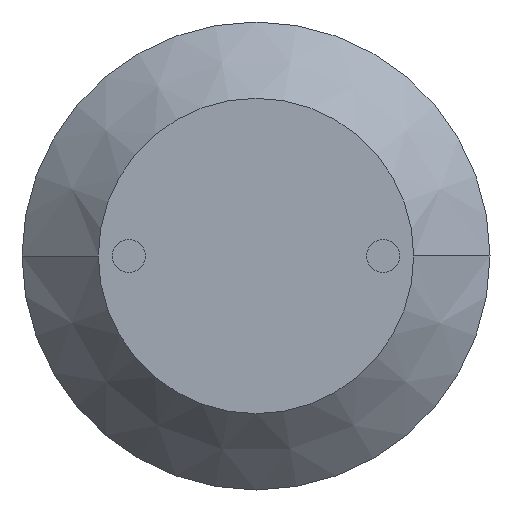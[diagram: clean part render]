
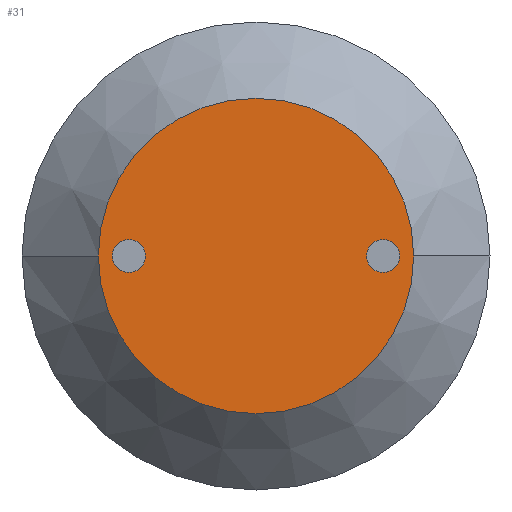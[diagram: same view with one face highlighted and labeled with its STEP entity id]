
A CAD part, front view. The second image highlights one B-rep face of the part: STEP entity #31.
In plain terms, the highlighted planar face has unit normal (0, -1, 0).
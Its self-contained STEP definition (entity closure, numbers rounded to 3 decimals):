
#7 = EDGE_LOOP ( 'NONE', ( #131, #44 ) ) ;
#22 = AXIS2_PLACEMENT_3D ( 'NONE', #81, #100, #512 ) ;
#24 = ORIENTED_EDGE ( 'NONE', *, *, #205, .F. ) ;
#31 = ADVANCED_FACE ( 'NONE', ( #451, #471, #893 ), #40, .F. ) ;
#40 = PLANE ( 'NONE',  #554 ) ;
#44 = ORIENTED_EDGE ( 'NONE', *, *, #553, .F. ) ;
#45 = EDGE_CURVE ( 'NONE', #469, #721, #376, .T. ) ;
#81 = CARTESIAN_POINT ( 'NONE',  ( -2.5, 0., 0. ) ) ;
#100 = DIRECTION ( 'NONE',  ( 0., -1., 0. ) ) ;
#110 = DIRECTION ( 'NONE',  ( 0., -1., 0. ) ) ;
#120 = ORIENTED_EDGE ( 'NONE', *, *, #926, .F. ) ;
#131 = ORIENTED_EDGE ( 'NONE', *, *, #644, .F. ) ;
#134 = EDGE_CURVE ( 'NONE', #1006, #572, #1016, .T. ) ;
#179 = ORIENTED_EDGE ( 'NONE', *, *, #134, .F. ) ;
#181 = CARTESIAN_POINT ( 'NONE',  ( 0., 0., 0. ) ) ;
#205 = EDGE_CURVE ( 'NONE', #721, #469, #718, .T. ) ;
#209 = EDGE_LOOP ( 'NONE', ( #24, #448 ) ) ;
#219 = DIRECTION ( 'NONE',  ( 0., -1., 0. ) ) ;
#250 = CARTESIAN_POINT ( 'NONE',  ( -2.5, 0., 0. ) ) ;
#252 = VERTEX_POINT ( 'NONE', #1044 ) ;
#314 = EDGE_LOOP ( 'NONE', ( #179, #120 ) ) ;
#326 = CARTESIAN_POINT ( 'NONE',  ( 2.825, 0., 0. ) ) ;
#341 = AXIS2_PLACEMENT_3D ( 'NONE', #476, #219, #384 ) ;
#348 = CARTESIAN_POINT ( 'NONE',  ( 2.5, 0., 0. ) ) ;
#376 = CIRCLE ( 'NONE', #22, 0.325 ) ;
#384 = DIRECTION ( 'NONE',  ( -1., 0., 0. ) ) ;
#399 = CIRCLE ( 'NONE', #533, 0.325 ) ;
#429 = CIRCLE ( 'NONE', #604, 3.1 ) ;
#443 = CARTESIAN_POINT ( 'NONE',  ( -2.825, 0., 0. ) ) ;
#448 = ORIENTED_EDGE ( 'NONE', *, *, #45, .F. ) ;
#451 = FACE_BOUND ( 'NONE', #209, .T. ) ;
#469 = VERTEX_POINT ( 'NONE', #1036 ) ;
#471 = FACE_BOUND ( 'NONE', #314, .T. ) ;
#476 = CARTESIAN_POINT ( 'NONE',  ( 2.5, 0., 0. ) ) ;
#480 = CARTESIAN_POINT ( 'NONE',  ( 3.1, 0., 0. ) ) ;
#512 = DIRECTION ( 'NONE',  ( -1., 0., 0. ) ) ;
#533 = AXIS2_PLACEMENT_3D ( 'NONE', #348, #110, #920 ) ;
#549 = AXIS2_PLACEMENT_3D ( 'NONE', #1034, #665, #972 ) ;
#553 = EDGE_CURVE ( 'NONE', #830, #252, #743, .T. ) ;
#554 = AXIS2_PLACEMENT_3D ( 'NONE', #832, #605, #819 ) ;
#572 = VERTEX_POINT ( 'NONE', #326 ) ;
#604 = AXIS2_PLACEMENT_3D ( 'NONE', #181, #837, #679 ) ;
#605 = DIRECTION ( 'NONE',  ( 0., 1., 0. ) ) ;
#632 = AXIS2_PLACEMENT_3D ( 'NONE', #250, #750, #1039 ) ;
#644 = EDGE_CURVE ( 'NONE', #252, #830, #429, .T. ) ;
#665 = DIRECTION ( 'NONE',  ( 0., 1., 0. ) ) ;
#679 = DIRECTION ( 'NONE',  ( -1., 0., 0. ) ) ;
#718 = CIRCLE ( 'NONE', #632, 0.325 ) ;
#721 = VERTEX_POINT ( 'NONE', #443 ) ;
#743 = CIRCLE ( 'NONE', #549, 3.1 ) ;
#750 = DIRECTION ( 'NONE',  ( 0., -1., 0. ) ) ;
#819 = DIRECTION ( 'NONE',  ( -1., 0., 0. ) ) ;
#829 = CARTESIAN_POINT ( 'NONE',  ( 2.175, 0., 0. ) ) ;
#830 = VERTEX_POINT ( 'NONE', #480 ) ;
#832 = CARTESIAN_POINT ( 'NONE',  ( 3.1, 0., 0. ) ) ;
#837 = DIRECTION ( 'NONE',  ( 0., 1., 0. ) ) ;
#893 = FACE_OUTER_BOUND ( 'NONE', #7, .T. ) ;
#920 = DIRECTION ( 'NONE',  ( -1., 0., 0. ) ) ;
#926 = EDGE_CURVE ( 'NONE', #572, #1006, #399, .T. ) ;
#972 = DIRECTION ( 'NONE',  ( -1., 0., 0. ) ) ;
#1006 = VERTEX_POINT ( 'NONE', #829 ) ;
#1016 = CIRCLE ( 'NONE', #341, 0.325 ) ;
#1034 = CARTESIAN_POINT ( 'NONE',  ( 0., 0., 0. ) ) ;
#1036 = CARTESIAN_POINT ( 'NONE',  ( -2.175, 0., 0. ) ) ;
#1039 = DIRECTION ( 'NONE',  ( -1., 0., 0. ) ) ;
#1044 = CARTESIAN_POINT ( 'NONE',  ( -3.1, 0., 0. ) ) ;
